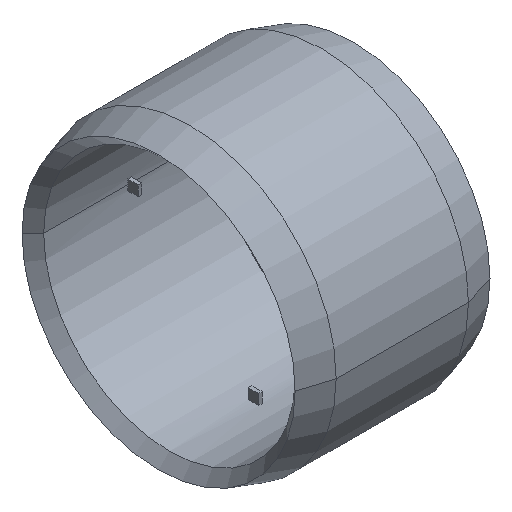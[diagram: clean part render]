
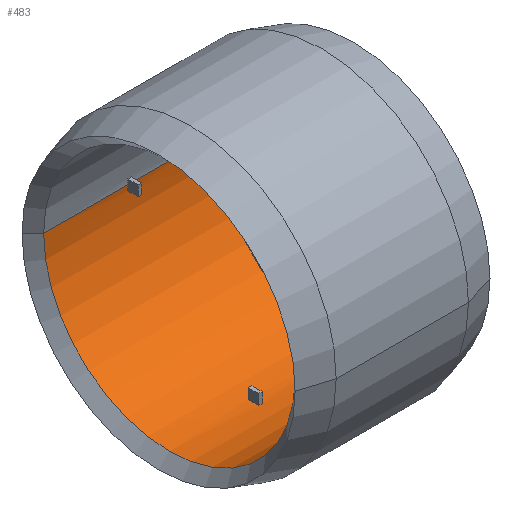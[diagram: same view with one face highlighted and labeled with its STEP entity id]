
A CAD part, isometric view. The second image highlights one B-rep face of the part: STEP entity #483.
In plain terms, the highlighted cylindrical face has radius 177.5 mm (diameter 355 mm), a partial arc.
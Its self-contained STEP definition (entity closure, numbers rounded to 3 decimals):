
#345 = VERTEX_POINT( '', #1000 );
#347 = VERTEX_POINT( '', #1002 );
#349 = VERTEX_POINT( '', #1004 );
#357 = VERTEX_POINT( '', #1012 );
#367 = VERTEX_POINT( '', #1023 );
#377 = EDGE_CURVE( '', #349, #345, #1035, .T. );
#399 = VERTEX_POINT( '', #1060 );
#415 = VERTEX_POINT( '', #1078 );
#447 = VERTEX_POINT( '', #1116 );
#449 = EDGE_CURVE( '', #771, #871, #1118, .T. );
#483 = ADVANCED_FACE( '', ( #1157, #1158 ), #1159, .F. );
#487 = EDGE_CURVE( '', #889, #651, #1163, .T. );
#491 = EDGE_CURVE( '', #367, #695, #1167, .T. );
#497 = EDGE_CURVE( '', #447, #349, #1174, .T. );
#511 = VERTEX_POINT( '', #1192 );
#517 = VERTEX_POINT( '', #1198 );
#559 = EDGE_CURVE( '', #347, #367, #1244, .T. );
#651 = VERTEX_POINT( '', #1347 );
#671 = EDGE_CURVE( '', #651, #399, #1369, .T. );
#685 = EDGE_CURVE( '', #939, #517, #1383, .T. );
#695 = VERTEX_POINT( '', #1393 );
#743 = EDGE_CURVE( '', #517, #415, #1448, .T. );
#763 = EDGE_CURVE( '', #771, #345, #1470, .T. );
#771 = VERTEX_POINT( '', #1478 );
#783 = EDGE_CURVE( '', #695, #357, #1491, .T. );
#785 = EDGE_CURVE( '', #511, #939, #1493, .T. );
#825 = EDGE_CURVE( '', #399, #357, #1538, .T. );
#871 = VERTEX_POINT( '', #1589 );
#873 = EDGE_CURVE( '', #889, #871, #1591, .T. );
#889 = VERTEX_POINT( '', #1609 );
#939 = VERTEX_POINT( '', #1666 );
#951 = EDGE_CURVE( '', #415, #511, #1678, .T. );
#955 = EDGE_CURVE( '', #347, #447, #1683, .T. );
#1000 = CARTESIAN_POINT( '', ( -5., 177.5, 0. ) );
#1002 = CARTESIAN_POINT( '', ( 0., 177.5, 0. ) );
#1004 = CARTESIAN_POINT( '', ( -5., 177.352, -7.25 ) );
#1012 = CARTESIAN_POINT( '', ( 0., -177.5, 0. ) );
#1023 = CARTESIAN_POINT( '', ( 120.75, 177.5, 0. ) );
#1035 = CIRCLE( '', #1830, 177.5 );
#1060 = CARTESIAN_POINT( '', ( 0., -177.352, -7.25 ) );
#1078 = CARTESIAN_POINT( '', ( 0., -7.25, -177.352 ) );
#1116 = CARTESIAN_POINT( '', ( 0., 177.352, -7.25 ) );
#1118 = CIRCLE( '', #1975, 177.5 );
#1157 = FACE_OUTER_BOUND( '', #2056, .T. );
#1158 = FACE_BOUND( '', #2057, .T. );
#1159 = CYLINDRICAL_SURFACE( '', #2058, 177.5 );
#1163 = CIRCLE( '', #2065, 177.5 );
#1167 = CIRCLE( '', #2072, 177.5 );
#1174 = LINE( '', #2081, #2082 );
#1192 = CARTESIAN_POINT( '', ( -5., -7.25, -177.352 ) );
#1198 = CARTESIAN_POINT( '', ( 0., 7.25, -177.352 ) );
#1244 = LINE( '', #2189, #2190 );
#1347 = CARTESIAN_POINT( '', ( -5., -177.352, -7.25 ) );
#1369 = LINE( '', #2477, #2478 );
#1383 = LINE( '', #2517, #2518 );
#1393 = CARTESIAN_POINT( '', ( 120.75, -177.5, 0. ) );
#1448 = CIRCLE( '', #2660, 177.5 );
#1470 = LINE( '', #2693, #2694 );
#1478 = CARTESIAN_POINT( '', ( -123.75, 177.5, 0. ) );
#1491 = LINE( '', #2720, #2721 );
#1493 = CIRCLE( '', #2724, 177.5 );
#1538 = CIRCLE( '', #2800, 177.5 );
#1589 = CARTESIAN_POINT( '', ( -123.75, -177.5, 0. ) );
#1591 = LINE( '', #2870, #2871 );
#1609 = CARTESIAN_POINT( '', ( -5., -177.5, 0. ) );
#1666 = CARTESIAN_POINT( '', ( -5., 7.25, -177.352 ) );
#1678 = LINE( '', #3015, #3016 );
#1683 = CIRCLE( '', #3022, 177.5 );
#1830 = AXIS2_PLACEMENT_3D( '', #3105, #3106, #3107 );
#1975 = AXIS2_PLACEMENT_3D( '', #3237, #3238, #3239 );
#2056 = EDGE_LOOP( '', ( #3289, #3290, #3291, #3292, #3293, #3294, #3295, #3296, #3297, #3298, #3299, #3300 ) );
#2057 = EDGE_LOOP( '', ( #3301, #3302, #3303, #3304 ) );
#2058 = AXIS2_PLACEMENT_3D( '', #3305, #3306, #3307 );
#2065 = AXIS2_PLACEMENT_3D( '', #3309, #3310, #3311 );
#2072 = AXIS2_PLACEMENT_3D( '', #3313, #3314, #3315 );
#2081 = CARTESIAN_POINT( '', ( -2.5, 177.352, -7.25 ) );
#2082 = VECTOR( '', #3327, 1. );
#2189 = CARTESIAN_POINT( '', ( -1.5, 177.5, 0. ) );
#2190 = VECTOR( '', #3402, 1. );
#2477 = CARTESIAN_POINT( '', ( -2.5, -177.352, -7.25 ) );
#2478 = VECTOR( '', #3556, 1. );
#2517 = CARTESIAN_POINT( '', ( -2.5, 7.25, -177.352 ) );
#2518 = VECTOR( '', #3565, 1. );
#2660 = AXIS2_PLACEMENT_3D( '', #3634, #3635, #3636 );
#2693 = CARTESIAN_POINT( '', ( -1.5, 177.5, 0. ) );
#2694 = VECTOR( '', #3664, 1. );
#2720 = CARTESIAN_POINT( '', ( -1.5, -177.5, 0. ) );
#2721 = VECTOR( '', #3680, 1. );
#2724 = AXIS2_PLACEMENT_3D( '', #3681, #3682, #3683 );
#2800 = AXIS2_PLACEMENT_3D( '', #3740, #3741, #3742 );
#2870 = CARTESIAN_POINT( '', ( -1.5, -177.5, 0. ) );
#2871 = VECTOR( '', #3796, 1. );
#3015 = CARTESIAN_POINT( '', ( -2.5, -7.25, -177.352 ) );
#3016 = VECTOR( '', #3876, 1. );
#3022 = AXIS2_PLACEMENT_3D( '', #3883, #3884, #3885 );
#3105 = CARTESIAN_POINT( '', ( -5., 0., 0. ) );
#3106 = DIRECTION( '', ( 1., 0., 0. ) );
#3107 = DIRECTION( '', ( 0., 1., 0. ) );
#3237 = CARTESIAN_POINT( '', ( -123.75, 0., 0. ) );
#3238 = DIRECTION( '', ( -1., 0., 0. ) );
#3239 = DIRECTION( '', ( 0., 1., 0. ) );
#3289 = ORIENTED_EDGE( '', *, *, #763, .F. );
#3290 = ORIENTED_EDGE( '', *, *, #449, .T. );
#3291 = ORIENTED_EDGE( '', *, *, #873, .F. );
#3292 = ORIENTED_EDGE( '', *, *, #487, .T. );
#3293 = ORIENTED_EDGE( '', *, *, #671, .T. );
#3294 = ORIENTED_EDGE( '', *, *, #825, .T. );
#3295 = ORIENTED_EDGE( '', *, *, #783, .F. );
#3296 = ORIENTED_EDGE( '', *, *, #491, .F. );
#3297 = ORIENTED_EDGE( '', *, *, #559, .F. );
#3298 = ORIENTED_EDGE( '', *, *, #955, .T. );
#3299 = ORIENTED_EDGE( '', *, *, #497, .T. );
#3300 = ORIENTED_EDGE( '', *, *, #377, .T. );
#3301 = ORIENTED_EDGE( '', *, *, #951, .T. );
#3302 = ORIENTED_EDGE( '', *, *, #785, .T. );
#3303 = ORIENTED_EDGE( '', *, *, #685, .T. );
#3304 = ORIENTED_EDGE( '', *, *, #743, .T. );
#3305 = CARTESIAN_POINT( '', ( -1.5, 0., 0. ) );
#3306 = DIRECTION( '', ( 1., 0., 0. ) );
#3307 = DIRECTION( '', ( 0., 1., 0. ) );
#3309 = CARTESIAN_POINT( '', ( -5., 0., 0. ) );
#3310 = DIRECTION( '', ( 1., 0., 0. ) );
#3311 = DIRECTION( '', ( 0., 1., 0. ) );
#3313 = CARTESIAN_POINT( '', ( 120.75, 0., 0. ) );
#3314 = DIRECTION( '', ( -1., 0., 0. ) );
#3315 = DIRECTION( '', ( 0., 1., 0. ) );
#3327 = DIRECTION( '', ( -1., 0., 0. ) );
#3402 = DIRECTION( '', ( 1., 0., 0. ) );
#3556 = DIRECTION( '', ( 1., 0., 0. ) );
#3565 = DIRECTION( '', ( 1., 0., 0. ) );
#3634 = CARTESIAN_POINT( '', ( 0., 0., 0. ) );
#3635 = DIRECTION( '', ( -1., 0., 0. ) );
#3636 = DIRECTION( '', ( 0., 1., 0. ) );
#3664 = DIRECTION( '', ( 1., 0., 0. ) );
#3680 = DIRECTION( '', ( -1., 0., 0. ) );
#3681 = CARTESIAN_POINT( '', ( -5., 0., 0. ) );
#3682 = DIRECTION( '', ( 1., 0., 0. ) );
#3683 = DIRECTION( '', ( 0., 1., 0. ) );
#3740 = CARTESIAN_POINT( '', ( 0., 0., 0. ) );
#3741 = DIRECTION( '', ( -1., 0., 0. ) );
#3742 = DIRECTION( '', ( 0., 1., 0. ) );
#3796 = DIRECTION( '', ( -1., 0., 0. ) );
#3876 = DIRECTION( '', ( -1., 0., 0. ) );
#3883 = CARTESIAN_POINT( '', ( 0., 0., 0. ) );
#3884 = DIRECTION( '', ( -1., 0., 0. ) );
#3885 = DIRECTION( '', ( 0., 1., 0. ) );
